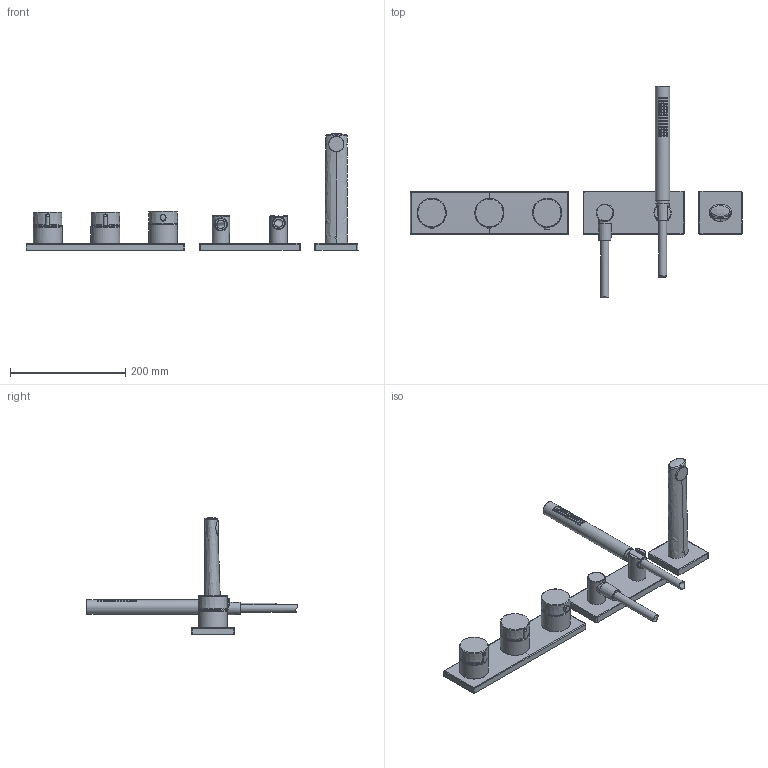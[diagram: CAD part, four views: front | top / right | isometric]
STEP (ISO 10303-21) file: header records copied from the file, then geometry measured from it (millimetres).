
FILE_DESCRIPTION (( 'STEP AP203' ), '1' );
FILE_NAME ('44877000.STEP', '2017-03-09T05:53:25', ( '' ), ( '' ), 'SwSTEP 2.0', 'SolidWorks 2016', '' );
FILE_SCHEMA (( 'CONFIG_CONTROL_DESIGN' ));
Length unit declared in the file: millimetre
Products named in the file (1): 44877000
Bounding box: 574.99 x 365.77 x 202.25 mm (x, y, z)
Volume: 1122994.9 mm3; surface area: 209752.4 mm2
Topology: 6 solids, 6 shells, 240 faces, 464 edges, 313 vertices
Faces by surface type: cylinder 100, bspline 59, plane 50, torus 14, cone 9, sphere 8
Full cylindrical faces by diameter (mm): 14 x2, 21 x2, 25 x1, 26 x1, 26.5 x1, 30 x2, 37.516 x3, 46 x2, 48.4 x1, 49 x2, 50 x3
Entity records: 14280 total; most frequent: CARTESIAN_POINT 10220, ORIENTED_EDGE 786, DIRECTION 614, EDGE_CURVE 393, EDGE_LOOP 362, VERTEX_POINT 287, FACE_OUTER_BOUND 275, AXIS2_PLACEMENT_3D 269
